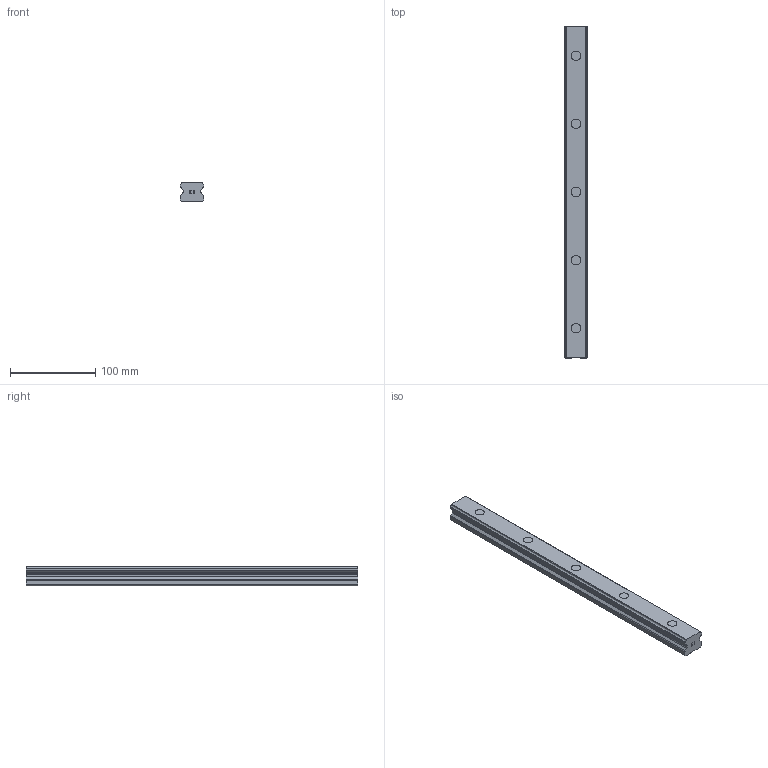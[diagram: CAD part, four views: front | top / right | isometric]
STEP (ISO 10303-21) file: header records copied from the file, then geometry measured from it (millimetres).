
FILE_DESCRIPTION(('STEP AP214'),'1');
FILE_NAME('cctmp_A47FA083-CE96-4E6A-941C-0B52E6611411_2021_02_12_10_18_04_0419..stp','2021-02-12T09:18:04',('HIWIN GmbH'),('CADClick - www.CADClick.com'),'Spatial InterOp 3D',' ','unknown authorization');
FILE_SCHEMA(('AUTOMOTIVE_DESIGN'));
Length unit declared in the file: millimetre
Products named in the file (1): EGR30R390C_FILE
Bounding box: 28 x 390 x 23 mm (x, y, z)
Volume: 217877.6 mm3; surface area: 44872.6 mm2
Topology: 1 solids, 1 shells, 148 faces, 381 edges, 254 vertices
Faces by surface type: plane 100, cylinder 48
Entity records: 5709 total; most frequent: CARTESIAN_POINT 784, DIRECTION 775, ORIENTED_EDGE 762, EDGE_CURVE 381, LINE 285, VECTOR 285, VERTEX_POINT 254, AXIS2_PLACEMENT_3D 245
